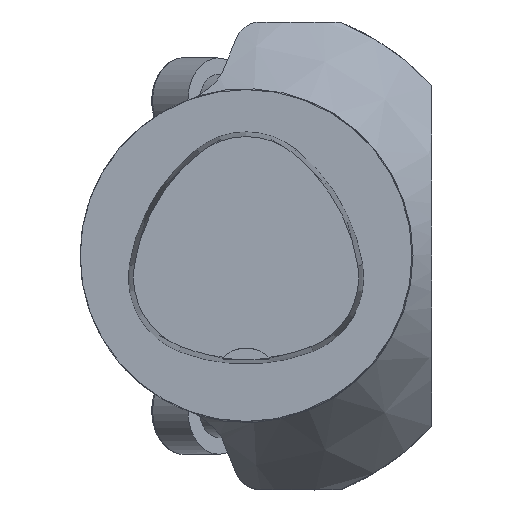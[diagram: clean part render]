
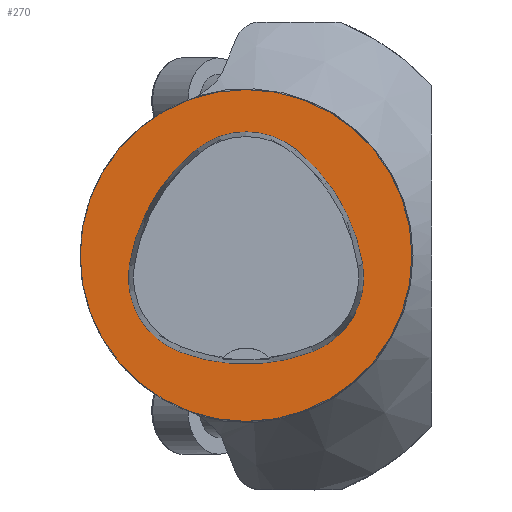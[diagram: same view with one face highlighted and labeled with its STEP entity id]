
A CAD part, top view. The second image highlights one B-rep face of the part: STEP entity #270.
In plain terms, the highlighted planar face has unit normal (0, 0, 1).
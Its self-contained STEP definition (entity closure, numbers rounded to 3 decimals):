
#41=FACE_BOUND('',#424,.T.);
#42=FACE_BOUND('',#425,.T.);
#270=ADVANCED_FACE('',(#41,#42),#334,.T.);
#334=PLANE('',#1158);
#424=EDGE_LOOP('',(#564,#565,#566,#567,#568,#569));
#425=EDGE_LOOP('',(#570));
#564=ORIENTED_EDGE('',*,*,#912,.T.);
#565=ORIENTED_EDGE('',*,*,#910,.T.);
#566=ORIENTED_EDGE('',*,*,#908,.T.);
#567=ORIENTED_EDGE('',*,*,#906,.T.);
#568=ORIENTED_EDGE('',*,*,#904,.T.);
#569=ORIENTED_EDGE('',*,*,#902,.T.);
#570=ORIENTED_EDGE('',*,*,#925,.F.);
#800=VERTEX_POINT('',#1647);
#801=VERTEX_POINT('',#1649);
#802=VERTEX_POINT('',#1653);
#803=VERTEX_POINT('',#1657);
#804=VERTEX_POINT('',#1661);
#805=VERTEX_POINT('',#1665);
#814=VERTEX_POINT('',#1697);
#902=EDGE_CURVE('',#801,#800,#1041,.T.);
#904=EDGE_CURVE('',#802,#801,#1042,.T.);
#906=EDGE_CURVE('',#803,#802,#1043,.T.);
#908=EDGE_CURVE('',#804,#803,#1044,.T.);
#910=EDGE_CURVE('',#805,#804,#1045,.T.);
#912=EDGE_CURVE('',#800,#805,#1046,.T.);
#925=EDGE_CURVE('',#814,#814,#1047,.T.);
#1041=CIRCLE('',#1135,28.);
#1042=CIRCLE('',#1137,12.);
#1043=CIRCLE('',#1139,28.);
#1044=CIRCLE('',#1141,12.);
#1045=CIRCLE('',#1143,28.);
#1046=CIRCLE('',#1145,12.);
#1047=CIRCLE('',#1157,25.);
#1135=AXIS2_PLACEMENT_3D('',#1648,#1299,#1300);
#1137=AXIS2_PLACEMENT_3D('',#1652,#1304,#1305);
#1139=AXIS2_PLACEMENT_3D('',#1656,#1309,#1310);
#1141=AXIS2_PLACEMENT_3D('',#1660,#1314,#1315);
#1143=AXIS2_PLACEMENT_3D('',#1664,#1319,#1320);
#1145=AXIS2_PLACEMENT_3D('',#1668,#1324,#1325);
#1157=AXIS2_PLACEMENT_3D('',#1696,#1356,#1357);
#1158=AXIS2_PLACEMENT_3D('',#1698,#1358,#1359);
#1299=DIRECTION('',(0.,0.,-1.));
#1300=DIRECTION('',(-1.,0.,0.));
#1304=DIRECTION('',(0.,0.,-1.));
#1305=DIRECTION('',(-1.,0.,0.));
#1309=DIRECTION('',(0.,0.,-1.));
#1310=DIRECTION('',(-1.,0.,0.));
#1314=DIRECTION('',(0.,0.,-1.));
#1315=DIRECTION('',(-1.,0.,0.));
#1319=DIRECTION('',(0.,0.,-1.));
#1320=DIRECTION('',(-1.,0.,0.));
#1324=DIRECTION('',(0.,0.,-1.));
#1325=DIRECTION('',(-1.,0.,0.));
#1356=DIRECTION('',(0.,0.,-1.));
#1357=DIRECTION('',(-1.,0.,0.));
#1358=DIRECTION('',(0.,0.,1.));
#1359=DIRECTION('',(1.,0.,0.));
#1647=CARTESIAN_POINT('',(-10.025,-14.516,0.));
#1648=CARTESIAN_POINT('',(-0.01,11.631,0.));
#1649=CARTESIAN_POINT('',(10.05,-14.499,0.));
#1652=CARTESIAN_POINT('',(5.739,-3.3,0.));
#1653=CARTESIAN_POINT('',(17.59,-1.418,0.));
#1656=CARTESIAN_POINT('',(-10.063,-5.81,0.));
#1657=CARTESIAN_POINT('',(7.567,15.942,0.));
#1660=CARTESIAN_POINT('',(0.011,6.62,0.));
#1661=CARTESIAN_POINT('',(-7.531,15.953,0.));
#1664=CARTESIAN_POINT('',(10.068,-5.824,0.));
#1665=CARTESIAN_POINT('',(-17.584,-1.424,0.));
#1668=CARTESIAN_POINT('',(-5.733,-3.31,0.));
#1696=CARTESIAN_POINT('',(0.,0.,0.));
#1697=CARTESIAN_POINT('',(-25.,0.,0.));
#1698=CARTESIAN_POINT('',(0.,0.,0.));
